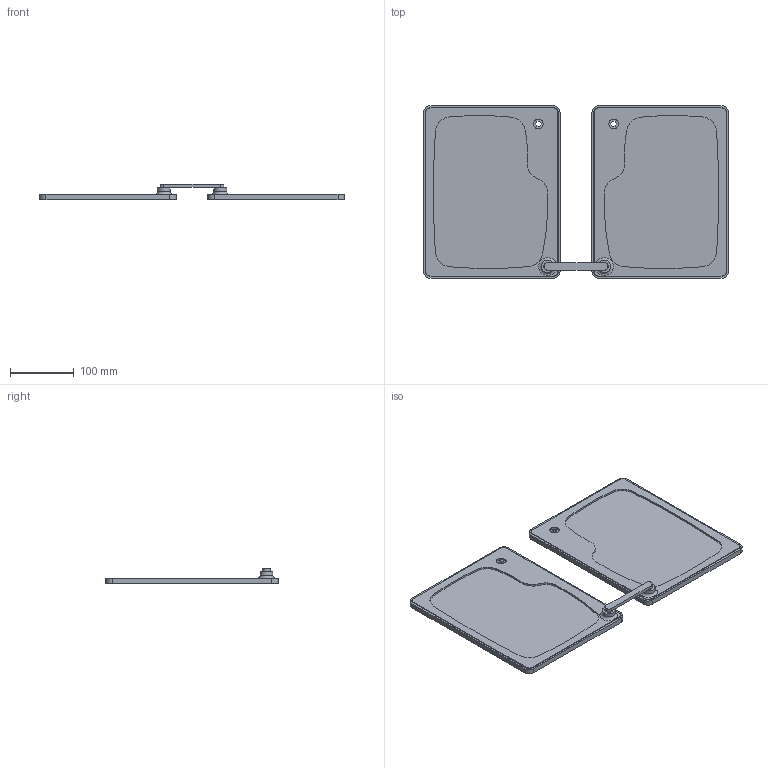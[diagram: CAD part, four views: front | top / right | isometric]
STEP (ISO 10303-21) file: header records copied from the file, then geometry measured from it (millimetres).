
FILE_DESCRIPTION(/* description */ (''),/* implementation_level */ '2;1');
FILE_NAME(/* name */ 'Maos IEB v4.step',/* time_stamp */ '2024-10-22T14:46:57-03:00',/* author */ (''),/* organization */ (''),/* preprocessor_version */ 'ST-DEVELOPER v20',/* originating_system */ 'Autodesk Translation Framework v13.20.0.188',/* authorisation */ '');
FILE_SCHEMA (('AUTOMOTIVE_DESIGN { 1 0 10303 214 3 1 1 }'));
Length unit declared in the file: millimetre
Products named in the file (2): Maos IEB; Component2
Assembly tree (1 placements, depth 2):
  Maos IEB
    Component2
Bounding box: 477.61 x 270 x 25 mm (x, y, z)
Volume: 812268.4 mm3; surface area: 561199.8 mm2
Topology: 7 solids, 7 shells, 144 faces, 370 edges, 246 vertices
Faces by surface type: plane 80, cylinder 62, torus 2
Full cylindrical faces by diameter (mm): 12 x2, 15 x2, 20 x2
Entity records: 4510 total; most frequent: DIRECTION 794, CARTESIAN_POINT 763, ORIENTED_EDGE 740, EDGE_CURVE 370, AXIS2_PLACEMENT_3D 277, VERTEX_POINT 246, LINE 240, VECTOR 240
